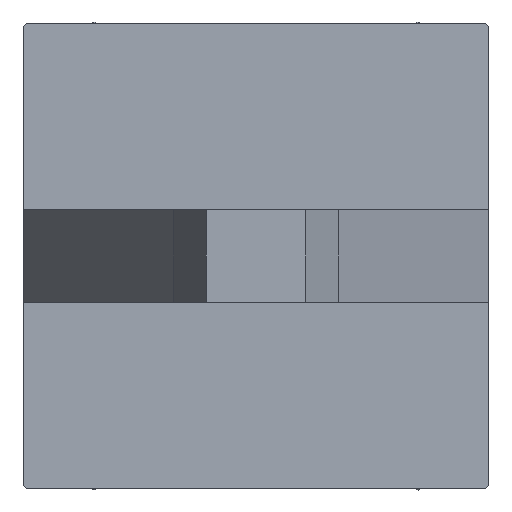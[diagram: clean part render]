
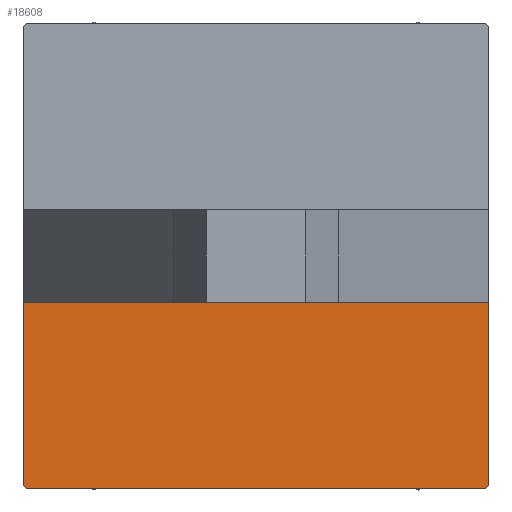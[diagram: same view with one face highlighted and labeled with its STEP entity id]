
A CAD part, left-side view. The second image highlights one B-rep face of the part: STEP entity #18608.
In plain terms, the highlighted planar face has unit normal (-1, 0, 0).
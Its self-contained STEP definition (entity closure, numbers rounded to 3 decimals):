
#616 = CARTESIAN_POINT ( 'NONE',  ( 0., 37.5, 37.5 ) ) ;
#695 = VECTOR ( 'NONE', #17496, 1000. ) ;
#1237 = LINE ( 'NONE', #15194, #10715 ) ;
#1285 = CARTESIAN_POINT ( 'NONE',  ( 0., -7.5, 37.5 ) ) ;
#2537 = VERTEX_POINT ( 'NONE', #40326 ) ;
#2738 = CARTESIAN_POINT ( 'NONE',  ( 0., -37.5, 37.5 ) ) ;
#2870 = VERTEX_POINT ( 'NONE', #17232 ) ;
#3076 = LINE ( 'NONE', #31940, #695 ) ;
#4325 = DIRECTION ( 'NONE',  ( 0., -1., 0. ) ) ;
#5072 = EDGE_CURVE ( 'NONE', #22370, #36512, #25984, .T. ) ;
#7151 = DIRECTION ( 'NONE',  ( 0., 0., -1. ) ) ;
#8242 = EDGE_CURVE ( 'NONE', #30971, #2537, #33165, .T. ) ;
#8267 = CARTESIAN_POINT ( 'NONE',  ( 0., -7.5, 37.5 ) ) ;
#9166 = ORIENTED_EDGE ( 'NONE', *, *, #25733, .T. ) ;
#10715 = VECTOR ( 'NONE', #43601, 1000. ) ;
#11095 = VECTOR ( 'NONE', #7151, 1000. ) ;
#12589 = VECTOR ( 'NONE', #4325, 1000. ) ;
#15037 = CARTESIAN_POINT ( 'NONE',  ( 0., -37.25, -37.25 ) ) ;
#15194 = CARTESIAN_POINT ( 'NONE',  ( 0., -37.25, 37.25 ) ) ;
#16360 = ORIENTED_EDGE ( 'NONE', *, *, #45205, .F. ) ;
#17232 = CARTESIAN_POINT ( 'NONE',  ( 0., -37.5, 37. ) ) ;
#17496 = DIRECTION ( 'NONE',  ( 0., -1., 0. ) ) ;
#17827 = ORIENTED_EDGE ( 'NONE', *, *, #39001, .T. ) ;
#18608 = ADVANCED_FACE ( 'NONE', ( #41813 ), #27377, .T. ) ;
#22257 = LINE ( 'NONE', #616, #12589 ) ;
#22325 = ORIENTED_EDGE ( 'NONE', *, *, #39538, .F. ) ;
#22370 = VERTEX_POINT ( 'NONE', #28051 ) ;
#25733 = EDGE_CURVE ( 'NONE', #2870, #41163, #1237, .T. ) ;
#25984 = LINE ( 'NONE', #15037, #31120 ) ;
#27377 = PLANE ( 'NONE',  #38715 ) ;
#28051 = CARTESIAN_POINT ( 'NONE',  ( 0., -37., -37.5 ) ) ;
#29889 = ORIENTED_EDGE ( 'NONE', *, *, #8242, .T. ) ;
#30971 = VERTEX_POINT ( 'NONE', #8267 ) ;
#31120 = VECTOR ( 'NONE', #40178, 1000. ) ;
#31331 = DIRECTION ( 'NONE',  ( -1., 0., 0. ) ) ;
#31940 = CARTESIAN_POINT ( 'NONE',  ( 0., 37.5, -37.5 ) ) ;
#33165 = LINE ( 'NONE', #1285, #36412 ) ;
#34141 = DIRECTION ( 'NONE',  ( 0., 0., 1. ) ) ;
#36111 = EDGE_LOOP ( 'NONE', ( #16360, #29889, #17827, #45426, #22325, #9166 ) ) ;
#36412 = VECTOR ( 'NONE', #43884, 1000. ) ;
#36512 = VERTEX_POINT ( 'NONE', #37361 ) ;
#37361 = CARTESIAN_POINT ( 'NONE',  ( 0., -37.5, -37. ) ) ;
#37627 = CARTESIAN_POINT ( 'NONE',  ( 0., 0., 0. ) ) ;
#38715 = AXIS2_PLACEMENT_3D ( 'NONE', #37627, #31331, #34141 ) ;
#39001 = EDGE_CURVE ( 'NONE', #2537, #22370, #3076, .T. ) ;
#39538 = EDGE_CURVE ( 'NONE', #2870, #36512, #45795, .T. ) ;
#40178 = DIRECTION ( 'NONE',  ( 0., -0.707, 0.707 ) ) ;
#40326 = CARTESIAN_POINT ( 'NONE',  ( 0., -7.5, -37.5 ) ) ;
#41163 = VERTEX_POINT ( 'NONE', #42209 ) ;
#41813 = FACE_OUTER_BOUND ( 'NONE', #36111, .T. ) ;
#42209 = CARTESIAN_POINT ( 'NONE',  ( 0., -37., 37.5 ) ) ;
#43601 = DIRECTION ( 'NONE',  ( 0., 0.707, 0.707 ) ) ;
#43884 = DIRECTION ( 'NONE',  ( 0., 0., -1. ) ) ;
#45205 = EDGE_CURVE ( 'NONE', #30971, #41163, #22257, .T. ) ;
#45426 = ORIENTED_EDGE ( 'NONE', *, *, #5072, .T. ) ;
#45795 = LINE ( 'NONE', #2738, #11095 ) ;
